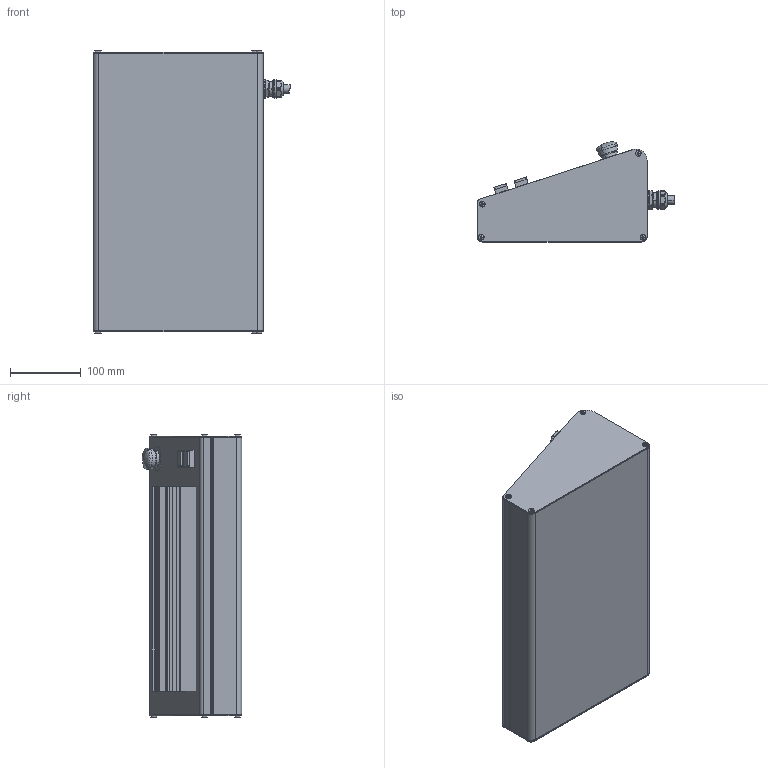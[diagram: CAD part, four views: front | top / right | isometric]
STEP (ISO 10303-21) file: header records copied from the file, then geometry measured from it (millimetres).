
FILE_DESCRIPTION (( 'STEP AP203' ), '1' );
FILE_NAME ('N1C-A01-STP.step', '2025-06-20T09:03:16', ( '' ), ( '' ), 'SwSTEP 2.0', 'SolidWorks 2020', '' );
FILE_SCHEMA (( 'CONFIG_CONTROL_DESIGN' ));
Length unit declared in the file: millimetre
Products named in the file (1): N1C-A01-STP
Bounding box: 279.31 x 140.56 x 399.96 mm (x, y, z)
Volume: 814739.4 mm3; surface area: 570323.7 mm2
Topology: 2 solids, 7 shells, 1046 faces, 2835 edges, 1832 vertices
Faces by surface type: plane 485, cylinder 347, bspline 128, cone 70, sphere 16
Entity records: 41111 total; most frequent: CARTESIAN_POINT 15353, ORIENTED_EDGE 5666, DIRECTION 5133, EDGE_CURVE 2833, AXIS2_PLACEMENT_3D 1911, VERTEX_POINT 1832, VECTOR 1311, LINE 1311
